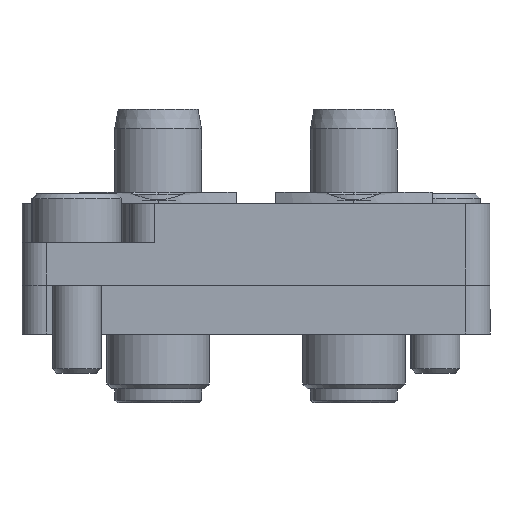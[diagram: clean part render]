
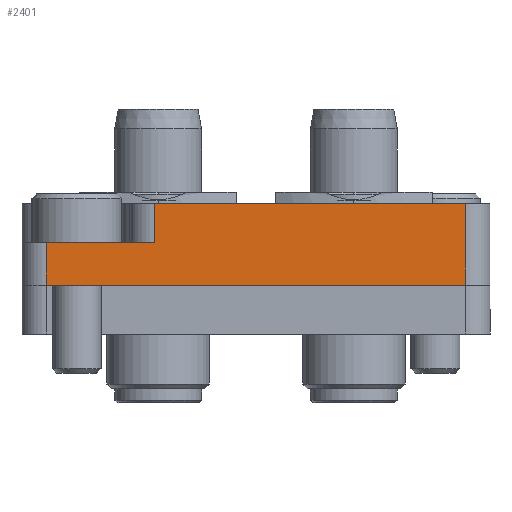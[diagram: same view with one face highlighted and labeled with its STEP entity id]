
A CAD part, front view. The second image highlights one B-rep face of the part: STEP entity #2401.
In plain terms, the highlighted face is planar.
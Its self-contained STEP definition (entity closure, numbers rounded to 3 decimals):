
#551 = LINE ( 'NONE', #5421, #5787 ) ;
#585 = VECTOR ( 'NONE', #621, 1000. ) ;
#621 = DIRECTION ( 'NONE',  ( 0., 0., -1. ) ) ;
#642 = VERTEX_POINT ( 'NONE', #3785 ) ;
#782 = DIRECTION ( 'NONE',  ( 0., 0., -1. ) ) ;
#1314 = CARTESIAN_POINT ( 'NONE',  ( 30., 0., -12.85 ) ) ;
#1680 = EDGE_CURVE ( 'NONE', #1920, #4090, #2206, .T. ) ;
#1920 = VERTEX_POINT ( 'NONE', #3326 ) ;
#2206 = LINE ( 'NONE', #5715, #3352 ) ;
#2216 = LINE ( 'NONE', #7780, #3052 ) ;
#2338 = CARTESIAN_POINT ( 'NONE',  ( 30., 2.6, 12.85 ) ) ;
#2401 = ADVANCED_FACE ( 'NONE', ( #7204 ), #4483, .T. ) ;
#2569 = EDGE_CURVE ( 'NONE', #6789, #6122, #551, .T. ) ;
#2789 = ORIENTED_EDGE ( 'NONE', *, *, #7726, .T. ) ;
#3052 = VECTOR ( 'NONE', #5064, 1000. ) ;
#3078 = DIRECTION ( 'NONE',  ( 0., 1., 0. ) ) ;
#3217 = DIRECTION ( 'NONE',  ( 0., -1., 0. ) ) ;
#3233 = LINE ( 'NONE', #7810, #585 ) ;
#3326 = CARTESIAN_POINT ( 'NONE',  ( 30., 5., 6.25 ) ) ;
#3352 = VECTOR ( 'NONE', #4283, 1000. ) ;
#3785 = CARTESIAN_POINT ( 'NONE',  ( 30., 2.6, 6.25 ) ) ;
#3845 = DIRECTION ( 'NONE',  ( 1., 0., 0. ) ) ;
#4046 = VECTOR ( 'NONE', #7304, 1000. ) ;
#4090 = VERTEX_POINT ( 'NONE', #8489 ) ;
#4283 = DIRECTION ( 'NONE',  ( 0., 0., -1. ) ) ;
#4483 = PLANE ( 'NONE',  #7211 ) ;
#4586 = CARTESIAN_POINT ( 'NONE',  ( 30., 5., -12.85 ) ) ;
#4837 = ORIENTED_EDGE ( 'NONE', *, *, #5448, .T. ) ;
#5000 = ORIENTED_EDGE ( 'NONE', *, *, #2569, .T. ) ;
#5064 = DIRECTION ( 'NONE',  ( 0., -1., 0. ) ) ;
#5232 = ORIENTED_EDGE ( 'NONE', *, *, #7245, .F. ) ;
#5260 = LINE ( 'NONE', #4586, #4046 ) ;
#5421 = CARTESIAN_POINT ( 'NONE',  ( 30., 0., 12.85 ) ) ;
#5437 = EDGE_CURVE ( 'NONE', #7269, #4090, #5260, .T. ) ;
#5448 = EDGE_CURVE ( 'NONE', #6122, #7269, #3233, .T. ) ;
#5469 = LINE ( 'NONE', #6174, #6199 ) ;
#5715 = CARTESIAN_POINT ( 'NONE',  ( 30., 5., 14.35 ) ) ;
#5787 = VECTOR ( 'NONE', #3217, 1000. ) ;
#5904 = ORIENTED_EDGE ( 'NONE', *, *, #1680, .F. ) ;
#6122 = VERTEX_POINT ( 'NONE', #8004 ) ;
#6174 = CARTESIAN_POINT ( 'NONE',  ( 30., 2.6, 7.75 ) ) ;
#6199 = VECTOR ( 'NONE', #782, 1000. ) ;
#6789 = VERTEX_POINT ( 'NONE', #2338 ) ;
#7071 = CARTESIAN_POINT ( 'NONE',  ( 30., 5., 14.35 ) ) ;
#7204 = FACE_OUTER_BOUND ( 'NONE', #7708, .T. ) ;
#7211 = AXIS2_PLACEMENT_3D ( 'NONE', #7071, #3845, #3078 ) ;
#7245 = EDGE_CURVE ( 'NONE', #6789, #642, #5469, .T. ) ;
#7269 = VERTEX_POINT ( 'NONE', #1314 ) ;
#7304 = DIRECTION ( 'NONE',  ( 0., 1., 0. ) ) ;
#7708 = EDGE_LOOP ( 'NONE', ( #4837, #8099, #5904, #2789, #5232, #5000 ) ) ;
#7726 = EDGE_CURVE ( 'NONE', #1920, #642, #2216, .T. ) ;
#7780 = CARTESIAN_POINT ( 'NONE',  ( 30., 2.6, 6.25 ) ) ;
#7810 = CARTESIAN_POINT ( 'NONE',  ( 30., 0., 14.35 ) ) ;
#8004 = CARTESIAN_POINT ( 'NONE',  ( 30., 0., 12.85 ) ) ;
#8099 = ORIENTED_EDGE ( 'NONE', *, *, #5437, .T. ) ;
#8489 = CARTESIAN_POINT ( 'NONE',  ( 30., 5., -12.85 ) ) ;
